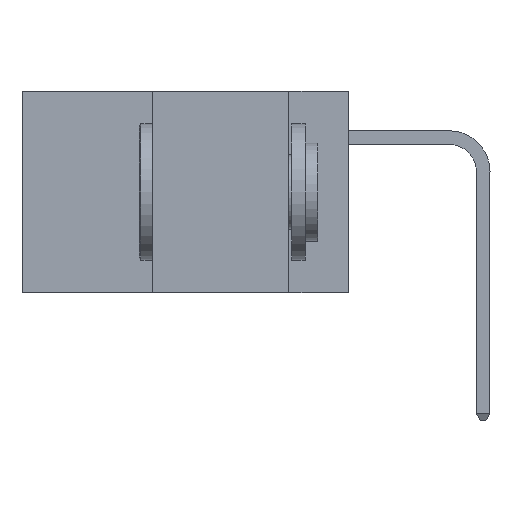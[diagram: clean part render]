
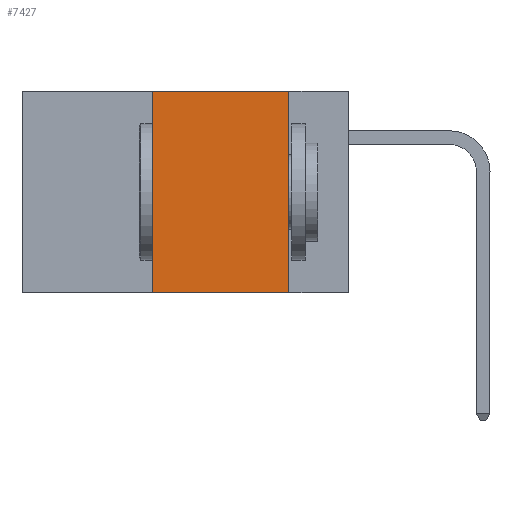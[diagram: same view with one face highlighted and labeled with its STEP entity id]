
A CAD part, left-side view. The second image highlights one B-rep face of the part: STEP entity #7427.
In plain terms, the highlighted planar face has unit normal (-1, 0, 0).
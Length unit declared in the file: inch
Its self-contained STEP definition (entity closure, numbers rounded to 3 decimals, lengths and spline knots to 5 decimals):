
#89 = CARTESIAN_POINT ( 'NONE',  ( 0., 0.11, 0. ) ) ;
#1581 = ORIENTED_EDGE ( 'NONE', *, *, #9205, .T. ) ;
#1918 = DIRECTION ( 'NONE',  ( 0., 0., 1. ) ) ;
#2070 = DIRECTION ( 'NONE',  ( 0., 0., -1. ) ) ;
#2098 = DIRECTION ( 'NONE',  ( 1., 0., 0. ) ) ;
#2109 = VECTOR ( 'NONE', #9839, 39.37008 ) ;
#2223 = PLANE ( 'NONE',  #2919 ) ;
#2265 = CARTESIAN_POINT ( 'NONE',  ( 0., 0.6, 0. ) ) ;
#2339 = CARTESIAN_POINT ( 'NONE',  ( 0., 0.6, 0. ) ) ;
#2503 = CARTESIAN_POINT ( 'NONE',  ( 0., 0.36, 0. ) ) ;
#2919 = AXIS2_PLACEMENT_3D ( 'NONE', #2265, #2098, #2070 ) ;
#3068 = ORIENTED_EDGE ( 'NONE', *, *, #4245, .F. ) ;
#3079 = DIRECTION ( 'NONE',  ( 0., -1., 0. ) ) ;
#3214 = VECTOR ( 'NONE', #3079, 39.37008 ) ;
#4245 = EDGE_CURVE ( 'NONE', #11890, #9662, #10062, .T. ) ;
#4826 = VECTOR ( 'NONE', #1918, 39.37008 ) ;
#4986 = LINE ( 'NONE', #9899, #2109 ) ;
#5867 = LINE ( 'NONE', #6034, #3214 ) ;
#6034 = CARTESIAN_POINT ( 'NONE',  ( 0., 0.6, -0.37 ) ) ;
#6194 = EDGE_LOOP ( 'NONE', ( #12269, #10932, #3068, #1581 ) ) ;
#6216 = FACE_OUTER_BOUND ( 'NONE', #6194, .T. ) ;
#6225 = EDGE_CURVE ( 'NONE', #12512, #10956, #4986, .T. ) ;
#7427 = ADVANCED_FACE ( 'NONE', ( #6216 ), #2223, .F. ) ;
#8716 = EDGE_CURVE ( 'NONE', #9662, #12512, #11962, .T. ) ;
#8728 = CARTESIAN_POINT ( 'NONE',  ( 0., 0.36, -0.37 ) ) ;
#9072 = VECTOR ( 'NONE', #9187, 39.37008 ) ;
#9187 = DIRECTION ( 'NONE',  ( 0., -1., 0. ) ) ;
#9205 = EDGE_CURVE ( 'NONE', #11890, #10956, #5867, .T. ) ;
#9662 = VERTEX_POINT ( 'NONE', #10652 ) ;
#9839 = DIRECTION ( 'NONE',  ( 0., 0., -1. ) ) ;
#9899 = CARTESIAN_POINT ( 'NONE',  ( 0., 0.11, 0. ) ) ;
#10062 = LINE ( 'NONE', #2503, #4826 ) ;
#10652 = CARTESIAN_POINT ( 'NONE',  ( 0., 0.36, 0. ) ) ;
#10932 = ORIENTED_EDGE ( 'NONE', *, *, #8716, .F. ) ;
#10956 = VERTEX_POINT ( 'NONE', #11149 ) ;
#11149 = CARTESIAN_POINT ( 'NONE',  ( 0., 0.11, -0.37 ) ) ;
#11890 = VERTEX_POINT ( 'NONE', #8728 ) ;
#11962 = LINE ( 'NONE', #2339, #9072 ) ;
#12269 = ORIENTED_EDGE ( 'NONE', *, *, #6225, .F. ) ;
#12512 = VERTEX_POINT ( 'NONE', #89 ) ;
